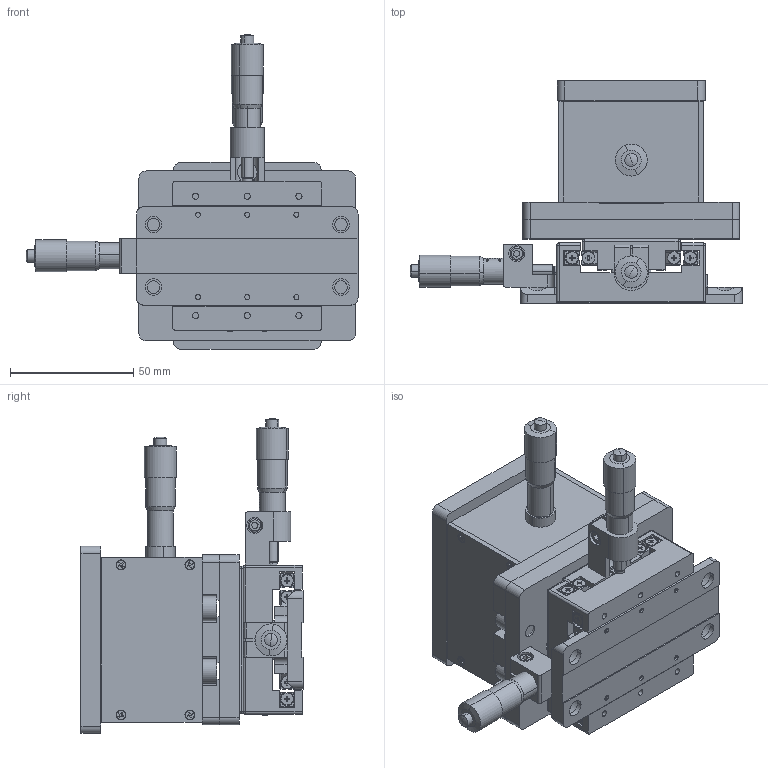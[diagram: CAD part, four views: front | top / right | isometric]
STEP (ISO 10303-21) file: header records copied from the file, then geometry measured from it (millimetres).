
FILE_DESCRIPTION (( 'STEP AP214' ), '1' );
FILE_NAME ('06MDV-2.STEP', '2017-10-27T00:47:39', ( '' ), ( '' ), 'SwSTEP 2.0', 'SolidWorks 2016', '' );
FILE_SCHEMA (( 'AUTOMOTIVE_DESIGN' ));
Length unit declared in the file: millimetre
Products named in the file (1): 06MDV-2
Bounding box: 134.9 x 90.25 x 127.9 mm (x, y, z)
Surface area: 97886.7 mm2 (no closed solid volume)
Topology: 0 solids, 89 shells, 1140 faces, 4481 edges, 3272 vertices
Faces by surface type: plane 687, cylinder 272, cone 141, torus 24, sphere 8, bspline 8
Entity records: 61054 total; most frequent: CARTESIAN_POINT 10945, DIRECTION 7876, ORIENTED_EDGE 6848, EDGE_CURVE 4467, VERTEX_POINT 3272, VECTOR 2766, LINE 2766, AXIS2_PLACEMENT_3D 2555
